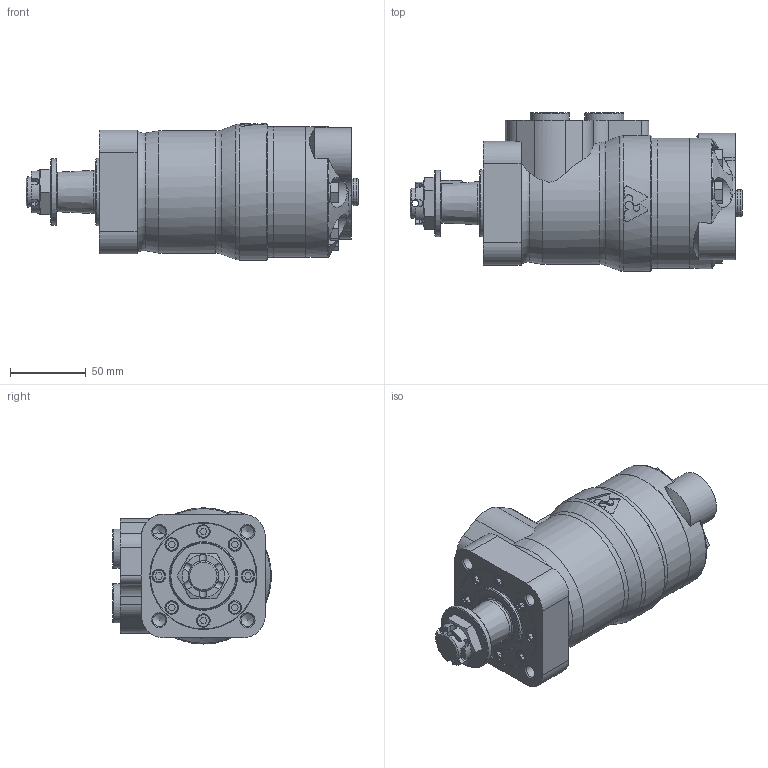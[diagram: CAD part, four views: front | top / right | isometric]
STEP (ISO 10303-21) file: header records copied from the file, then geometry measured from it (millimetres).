
FILE_DESCRIPTION(/* description */ ('STEP AP214'),/* implementation_level */ '2;1');
FILE_NAME(/* name */ 'MPQE160KUP',/* time_stamp */ '2023-02-28T14:44:38+01:00',/* author */ ('License CC BY-ND 4.0'),/* organization */ ('CADENAS'),/* preprocessor_version */ 'ST-DEVELOPER v18.102',/* originating_system */ 'PARTsolutions',/* authorisation */ ' ');
FILE_SCHEMA (('AUTOMOTIVE_DESIGN {1 0 10303 214 3 1 1}'));
Length unit declared in the file: millimetre
Products named in the file (7): MPQE160KUP; MPE; MP160D; MPVP; MPQUMF; MPKQSH; MPQEUKBO
Assembly tree (6 placements, depth 2):
  MPQE160KUP
    MPE
    MP160D
    MPVP
    MPQUMF
    MPKQSH
    MPQEUKBO
Bounding box: 219.58 x 105 x 90 mm (x, y, z)
Volume: 1020963.4 mm3; surface area: 135615 mm2
Topology: 6 solids, 7 shells, 466 faces, 1114 edges, 716 vertices
Faces by surface type: plane 281, cylinder 118, cone 48, torus 19
Full cylindrical faces by diameter (mm): 2 x2, 4.5 x1, 6.647 x4, 7 x1, 8.376 x4, 8.5 x8, 9 x8, 11.9 x5, 13 x5, 15.5 x5, 17 x1, 18 x1, 18.631 x2, 20 x1, 26 x2, 28 x1, 28.56 x1, 29 x1, 32.6 x1, 35 x1, 44 x1, 44.4 x1, 70 x2, 86 x2, 90 x1
Entity records: 13194 total; most frequent: CARTESIAN_POINT 2808, DIRECTION 2087, ORIENTED_EDGE 1946, EDGE_CURVE 973, AXIS2_PLACEMENT_3D 782, VERTEX_POINT 697, FACE_BOUND 646, EDGE_LOOP 634
